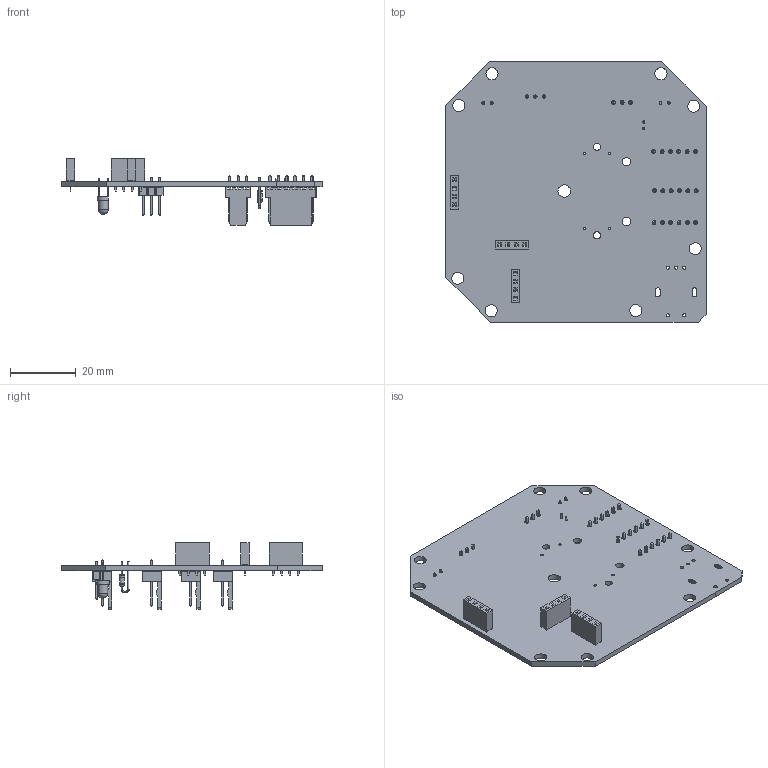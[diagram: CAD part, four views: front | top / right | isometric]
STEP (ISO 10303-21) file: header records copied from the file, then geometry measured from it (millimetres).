
FILE_DESCRIPTION(('KiCad electronic assembly'),'2;1');
FILE_NAME('GAUGE_Analog Instruments.step','2023-11-25T05:00:33',( 'Pcbnew'),('Kicad'),'Open CASCADE STEP processor 7.7', 'KiCad to STEP converter','Unknown');
FILE_SCHEMA(('AUTOMOTIVE_DESIGN { 1 0 10303 214 1 1 1 1 }'));
Length unit declared in the file: millimetre
Products named in the file (14): GAUGE_Analog Instruments 1; PinSocket_1x04_P2.54mm_Vertical; SOLID; PinHeader_1x03_P2.54mm_Vertical; R_Axial_DIN0204_L3.6mm_D1.6mm_P1.90mm_Vertical; Molex_KK-254_AE-6410-06A_1x06_P2.54mm_Vertical; LED_D3.0mm; Molex_KK-254_AE-6410-03A_1x03_P2.54mm_Vertical; Simmeters Large Guage Replacement PCB
Assembly tree (18 placements, depth 3):
  GAUGE_Analog Instruments 1
    PinSocket_1x04_P2.54mm_Vertical  x3
      SOLID
    PinHeader_1x03_P2.54mm_Vertical
      SOLID
    R_Axial_DIN0204_L3.6mm_D1.6mm_P1.90mm_Vertical
      SOLID
    Molex_KK-254_AE-6410-06A_1x06_P2.54mm_Vertical  x3
      SOLID
    LED_D3.0mm  x2
      SOLID
    Molex_KK-254_AE-6410-03A_1x03_P2.54mm_Vertical
      SOLID
    Simmeters Large Guage Replacement PCB
Bounding box: 79.38 x 79.39 x 20.4 mm (x, y, z)
Volume: 11369.4 mm3; surface area: 16809.6 mm2
Topology: 12 solids, 12 shells, 1260 faces, 3188 edges, 2042 vertices
Faces by surface type: plane 1175, cylinder 79, torus 4, sphere 2
Full cylindrical faces by diameter (mm): 0.5 x4, 0.7 x2, 0.762 x4, 0.9 x4, 1 x20, 1.19 x21, 1.44 x1, 1.6 x2, 2.2 x2, 2.5 x2, 3 x2, 3.7 x8, 3.8 x1
Entity records: 44514 total; most frequent: CARTESIAN_POINT 7578, DIRECTION 6102, LINE 4463, VECTOR 4463, ORIENTED_EDGE 3260, PCURVE 3260, DEFINITIONAL_REPRESENTATION 3260, EDGE_CURVE 1630
